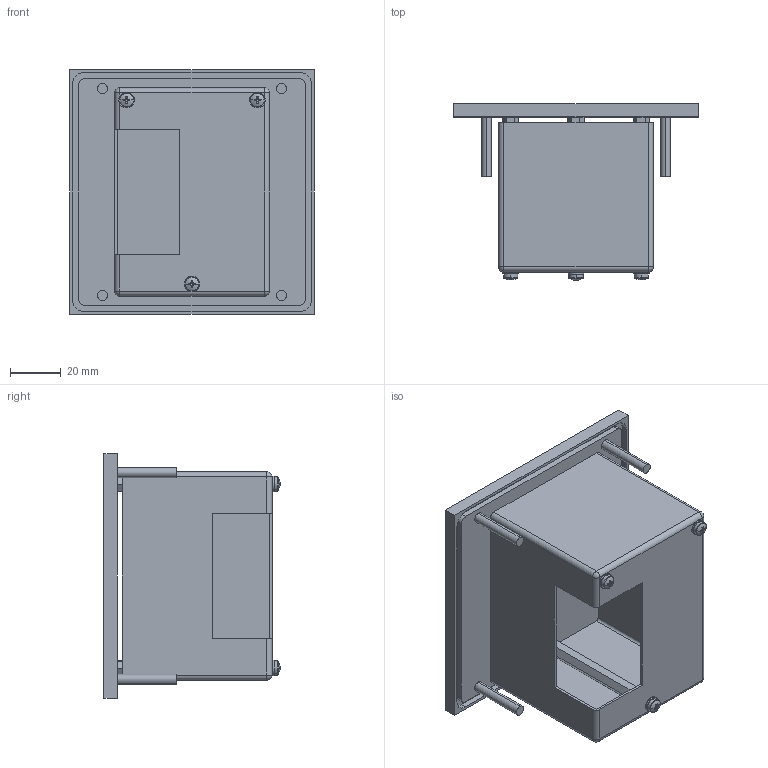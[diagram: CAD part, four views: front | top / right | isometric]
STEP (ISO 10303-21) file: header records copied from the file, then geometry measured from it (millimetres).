
FILE_DESCRIPTION (( 'STEP AP214' ), '1' );
FILE_NAME ('IR31DIM.STEP', '2023-04-17T13:57:02', ( '' ), ( '' ), 'SwSTEP 2.0', 'SolidWorks 2022', '' );
FILE_SCHEMA (( 'AUTOMOTIVE_DESIGN' ));
Length unit declared in the file: millimetre
Products named in the file (7): pan head cross recess screw_din_ISO 7045 - M3 x 6 - Z --- 6N; IR31DIM; IR31DIM Spacer; IR31DIM Front plate_Uten knapper; shim-support ring2_din_DIN 988-3x6x0.1; IR31DIM Housing; curved spring lock washer_din_Spring washer DIN 128 - A3
Assembly tree (14 placements, depth 2):
  IR31DIM
    IR31DIM Front plate_Uten knapper
    IR31DIM Housing
    IR31DIM Spacer  x3
    shim-support ring2_din_DIN 988-3x6x0.1  x3
    curved spring lock washer_din_Spring washer DIN 128 - A3  x3
    pan head cross recess screw_din_ISO 7045 - M3 x 6 - Z --- 6N  x3
Bounding box: 96.5 x 69.35 x 96.5 mm (x, y, z)
Volume: 71069.7 mm3; surface area: 66180.2 mm2
Topology: 14 solids, 14 shells, 665 faces, 1693 edges, 1091 vertices
Faces by surface type: plane 381, bspline 134, cylinder 77, cone 45, torus 18, sphere 10
Entity records: 23344 total; most frequent: CARTESIAN_POINT 10961, ORIENTED_EDGE 2690, DIRECTION 2010, EDGE_CURVE 1345, VECTOR 910, LINE 910, VERTEX_POINT 885, EDGE_LOOP 572
